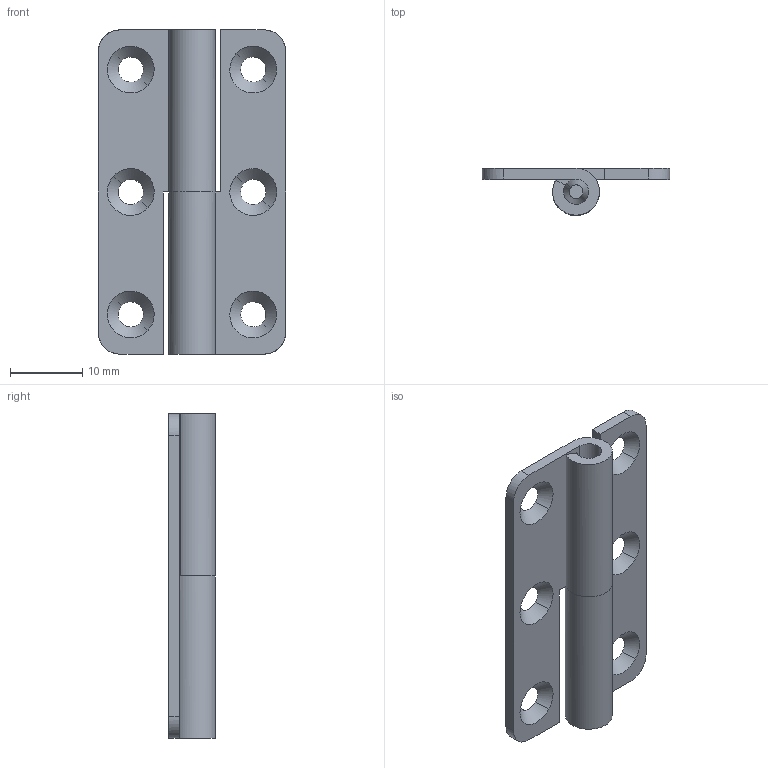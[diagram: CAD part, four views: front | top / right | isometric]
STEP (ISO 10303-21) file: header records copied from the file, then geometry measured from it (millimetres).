
FILE_DESCRIPTION((''),'2;1');
FILE_NAME('','2011-04-26T15:17:09',(''),(''),'','CADfix','');
FILE_SCHEMA(('AUTOMOTIVE_DESIGN { 1 0 10303 214 1 1 1 1 }'));
Length unit declared in the file: millimetre
Bounding box: 26 x 6.5 x 45 mm (x, y, z)
Volume: 2564.4 mm3; surface area: 3971.3 mm2
Topology: 3 solids, 3 shells, 42 faces, 174 edges, 138 vertices
Faces by surface type: bspline 42
Entity records: 2643 total; most frequent: CARTESIAN_POINT 1593, ORIENTED_EDGE 348, EDGE_CURVE 174, VERTEX_POINT 138, B_SPLINE_CURVE_WITH_KNOTS 114, QUASI_UNIFORM_CURVE 60, EDGE_LOOP 54, FACE_OUTER_BOUND 42
